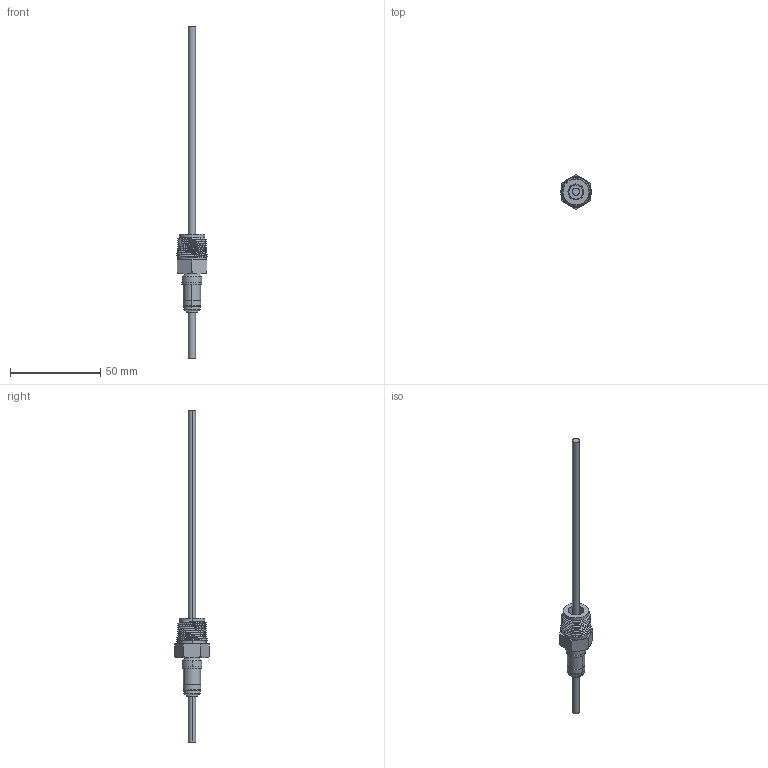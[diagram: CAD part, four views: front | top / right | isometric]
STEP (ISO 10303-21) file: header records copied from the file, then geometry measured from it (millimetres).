
FILE_DESCRIPTION (( 'STEP AP203' ), '1' );
FILE_NAME ('A0287-4-NPT.STEP', '2013-09-17T11:16:42', ( '' ), ( '' ), 'SwSTEP 2.0', 'SolidWorks 2012', '' );
FILE_SCHEMA (( 'CONFIG_CONTROL_DESIGN' ));
Length unit declared in the file: inch
Products named in the file (1): A0287-4-NPT
Bounding box: 16.86 x 19.05 x 184.15 mm (x, y, z)
Volume: 6927.6 mm3; surface area: 5543.1 mm2
Topology: 1 solids, 3 shells, 114 faces, 288 edges, 188 vertices
Faces by surface type: cylinder 36, cone 33, bspline 23, plane 22
Entity records: 7527 total; most frequent: CARTESIAN_POINT 4835, ORIENTED_EDGE 576, DIRECTION 515, EDGE_CURVE 288, AXIS2_PLACEMENT_3D 212, VERTEX_POINT 188, EDGE_LOOP 126, CIRCLE 120
